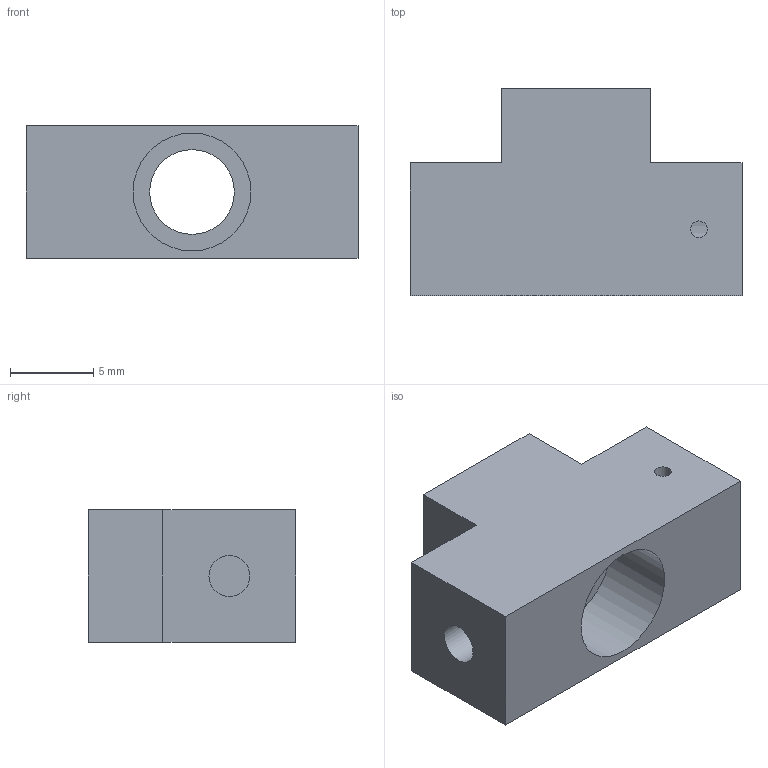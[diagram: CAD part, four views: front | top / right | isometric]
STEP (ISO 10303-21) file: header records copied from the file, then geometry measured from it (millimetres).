
FILE_DESCRIPTION(/* description */ (''),/* implementation_level */ '2;1');
FILE_NAME(/* name */ 'P001.stp',/* time_stamp */ '2021-03-03T18:39:04+01:00',/* author */ ('bastien.duong'),/* organization */ (''),/* preprocessor_version */ 'ST-DEVELOPER v18',/* originating_system */ 'Autodesk Inventor 2020',/* authorisation */ '');
FILE_SCHEMA (('AUTOMOTIVE_DESIGN { 1 0 10303 214 3 1 1 }'));
Length unit declared in the file: millimetre
Products named in the file (1): P001
Bounding box: 20 x 12.5 x 8 mm (x, y, z)
Volume: 1127.9 mm3; surface area: 1242.5 mm2
Topology: 1 solids, 1 shells, 19 faces, 47 edges, 33 vertices
Faces by surface type: plane 14, cylinder 5
Full cylindrical faces by diameter (mm): 1 x1, 2.459 x1, 5.1 x1, 7.1 x1
Entity records: 625 total; most frequent: DIRECTION 102, CARTESIAN_POINT 100, ORIENTED_EDGE 94, EDGE_CURVE 47, AXIS2_PLACEMENT_3D 35, VERTEX_POINT 33, LINE 32, VECTOR 32
